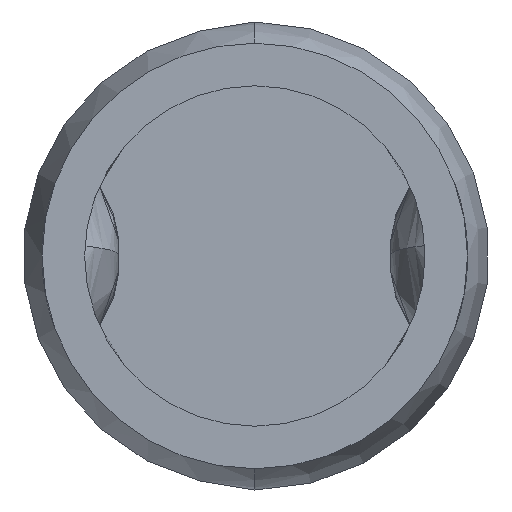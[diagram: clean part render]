
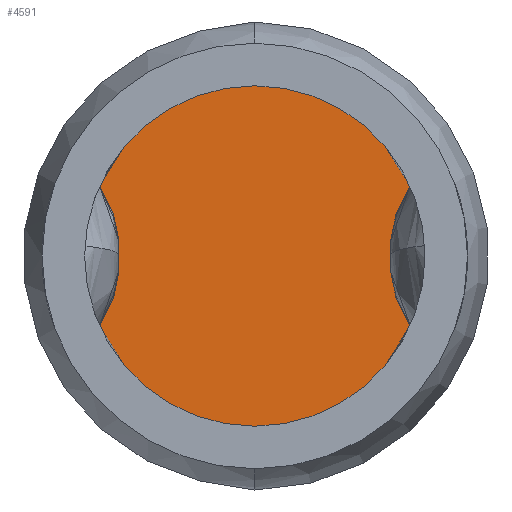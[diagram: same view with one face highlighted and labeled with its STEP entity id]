
A CAD part, front view. The second image highlights one B-rep face of the part: STEP entity #4591.
In plain terms, the highlighted planar face has unit normal (0, -1, 0).
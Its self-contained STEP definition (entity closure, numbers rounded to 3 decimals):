
#614 = CARTESIAN_POINT ( 'NONE',  ( 0., -27., 0. ) ) ;
#791 = DIRECTION ( 'NONE',  ( 0., 1., 0. ) ) ;
#955 = FACE_OUTER_BOUND ( 'NONE', #2768, .T. ) ;
#1056 = DIRECTION ( 'NONE',  ( 0., 0., 1. ) ) ;
#1159 = ORIENTED_EDGE ( 'NONE', *, *, #2460, .F. ) ;
#1293 = DIRECTION ( 'NONE',  ( 0., 0., 1. ) ) ;
#1594 = PLANE ( 'NONE',  #1909 ) ;
#1636 = DIRECTION ( 'NONE',  ( 0., 1., 0. ) ) ;
#1818 = CIRCLE ( 'NONE', #5677, 0.4 ) ;
#1909 = AXIS2_PLACEMENT_3D ( 'NONE', #2112, #1636, #1056 ) ;
#1911 = EDGE_CURVE ( 'Defeature ausgef�hrt2_0+Defeature ausgef�hrt2_29+Defeature ausgef�hrt2_29+Defeature ausgef�hrt2_29', #6323, #2459, #6024, .T. ) ;
#2004 = DIRECTION ( 'NONE',  ( 0., 1., 0. ) ) ;
#2112 = CARTESIAN_POINT ( 'NONE',  ( 0., -27., 0. ) ) ;
#2459 = VERTEX_POINT ( 'NONE', #3678 ) ;
#2460 = EDGE_CURVE ( 'Defeature ausgef�hrt2_0+Defeature ausgef�hrt2_29+Defeature ausgef�hrt2_29+Defeature ausgef�hrt2_29', #2459, #6323, #1818, .T. ) ;
#2493 = DIRECTION ( 'NONE',  ( 0., 0., 1. ) ) ;
#2768 = EDGE_LOOP ( 'NONE', ( #1159, #3096 ) ) ;
#2776 = CARTESIAN_POINT ( 'NONE',  ( 0., -27., 0. ) ) ;
#3022 = CARTESIAN_POINT ( 'NONE',  ( 0., -27., -0.4 ) ) ;
#3096 = ORIENTED_EDGE ( 'NONE', *, *, #1911, .F. ) ;
#3678 = CARTESIAN_POINT ( 'NONE',  ( 0., -27., 0.4 ) ) ;
#4591 = ADVANCED_FACE ( 'Defeature ausgef�hrt2_29', ( #955 ), #1594, .F. ) ;
#5008 = AXIS2_PLACEMENT_3D ( 'NONE', #614, #2004, #2493 ) ;
#5677 = AXIS2_PLACEMENT_3D ( 'NONE', #2776, #791, #1293 ) ;
#6024 = CIRCLE ( 'NONE', #5008, 0.4 ) ;
#6323 = VERTEX_POINT ( 'NONE', #3022 ) ;
